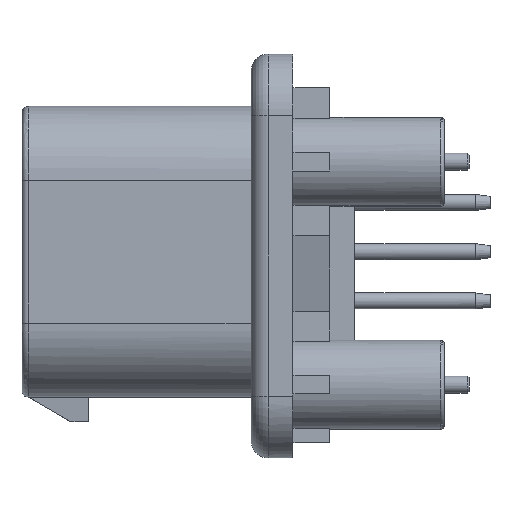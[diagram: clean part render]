
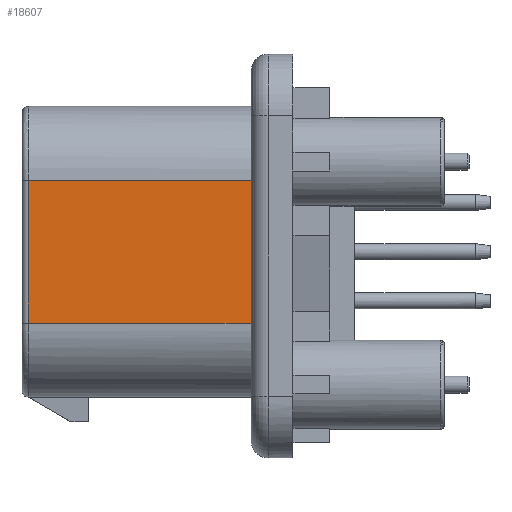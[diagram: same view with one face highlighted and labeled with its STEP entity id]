
A CAD part, left-side view. The second image highlights one B-rep face of the part: STEP entity #18607.
In plain terms, the highlighted planar face has unit normal (-1, 0, 0).
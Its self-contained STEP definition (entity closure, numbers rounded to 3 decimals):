
#17567=CARTESIAN_POINT('',(-9.603,21.285,-21.631));
#17568=VERTEX_POINT('',#17567);
#17632=CARTESIAN_POINT('',(-9.603,21.285,-10.148));
#17633=VERTEX_POINT('',#17632);
#17654=CARTESIAN_POINT('',(-9.603,21.285,-21.632));
#17655=CARTESIAN_POINT('',(-9.603,21.285,-19.335));
#17656=CARTESIAN_POINT('',(-9.603,21.285,-17.038));
#17657=CARTESIAN_POINT('',(-9.603,21.285,-14.741));
#17658=CARTESIAN_POINT('',(-9.603,21.285,-12.444));
#17659=CARTESIAN_POINT('',(-9.603,21.285,-10.148));
#17660=B_SPLINE_CURVE_WITH_KNOTS('',5,(#17654,#17655,#17656,#17657,#17658,#17659),.UNSPECIFIED.,.F.,.U.,(6,6),(0.,11.6),.UNSPECIFIED.);
#17661=EDGE_CURVE('',#17568,#17633,#17660,.T.);
#18492=CARTESIAN_POINT('',(-9.603,2.475,-21.631));
#18493=VERTEX_POINT('',#18492);
#18503=CARTESIAN_POINT('',(-9.603,2.475,-21.631));
#18504=CARTESIAN_POINT('',(-9.603,6.237,-21.631));
#18505=CARTESIAN_POINT('',(-9.603,9.999,-21.631));
#18506=CARTESIAN_POINT('',(-9.603,13.761,-21.631));
#18507=CARTESIAN_POINT('',(-9.603,17.523,-21.631));
#18508=CARTESIAN_POINT('',(-9.603,21.285,-21.631));
#18509=B_SPLINE_CURVE_WITH_KNOTS('',5,(#18503,#18504,#18505,#18506,#18507,#18508),.UNSPECIFIED.,.F.,.U.,(6,6),(0.,19.),.UNSPECIFIED.);
#18510=EDGE_CURVE('',#18493,#17568,#18509,.T.);
#18556=CARTESIAN_POINT('',(-9.603,11.88,-15.889));
#18557=DIRECTION('',(0.,0.,-1.));
#18558=DIRECTION('',(-1.,-0.,-0.));
#18559=AXIS2_PLACEMENT_3D('',#18556,#18558,#18557);
#18560=PLANE('',#18559);
#18561=CARTESIAN_POINT('',(-9.603,2.673,-12.87));
#18562=VERTEX_POINT('',#18561);
#18563=CARTESIAN_POINT('',(-9.603,2.673,-10.148));
#18564=VERTEX_POINT('',#18563);
#18565=CARTESIAN_POINT('',(-9.603,2.673,-12.87));
#18566=CARTESIAN_POINT('',(-9.603,2.673,-12.326));
#18567=CARTESIAN_POINT('',(-9.603,2.673,-11.781));
#18568=CARTESIAN_POINT('',(-9.603,2.673,-11.237));
#18569=CARTESIAN_POINT('',(-9.603,2.673,-10.692));
#18570=CARTESIAN_POINT('',(-9.603,2.673,-10.148));
#18571=B_SPLINE_CURVE_WITH_KNOTS('',5,(#18565,#18566,#18567,#18568,#18569,#18570),.UNSPECIFIED.,.F.,.U.,(6,6),(0.,2.75),.UNSPECIFIED.);
#18572=EDGE_CURVE('',#18562,#18564,#18571,.T.);
#18573=ORIENTED_EDGE('',*,*,#18572,.T.);
#18574=CARTESIAN_POINT('',(-9.603,2.673,-10.148));
#18575=CARTESIAN_POINT('',(-9.603,6.395,-10.148));
#18576=CARTESIAN_POINT('',(-9.603,10.118,-10.148));
#18577=CARTESIAN_POINT('',(-9.603,13.84,-10.148));
#18578=CARTESIAN_POINT('',(-9.603,17.563,-10.148));
#18579=CARTESIAN_POINT('',(-9.603,21.285,-10.148));
#18580=B_SPLINE_CURVE_WITH_KNOTS('',5,(#18574,#18575,#18576,#18577,#18578,#18579),.UNSPECIFIED.,.F.,.U.,(6,6),(0.,18.8),.UNSPECIFIED.);
#18581=EDGE_CURVE('',#18564,#17633,#18580,.T.);
#18582=ORIENTED_EDGE('',*,*,#18581,.T.);
#18583=ORIENTED_EDGE('',*,*,#17661,.F.);
#18584=ORIENTED_EDGE('',*,*,#18510,.F.);
#18585=CARTESIAN_POINT('',(-9.603,2.475,-12.87));
#18586=VERTEX_POINT('',#18585);
#18587=CARTESIAN_POINT('',(-9.603,2.475,-21.631));
#18588=CARTESIAN_POINT('',(-9.603,2.475,-19.879));
#18589=CARTESIAN_POINT('',(-9.603,2.475,-18.127));
#18590=CARTESIAN_POINT('',(-9.603,2.475,-16.375));
#18591=CARTESIAN_POINT('',(-9.603,2.475,-14.622));
#18592=CARTESIAN_POINT('',(-9.603,2.475,-12.87));
#18593=B_SPLINE_CURVE_WITH_KNOTS('',5,(#18587,#18588,#18589,#18590,#18591,#18592),.UNSPECIFIED.,.F.,.U.,(6,6),(0.,8.85),.UNSPECIFIED.);
#18594=EDGE_CURVE('',#18493,#18586,#18593,.T.);
#18595=ORIENTED_EDGE('',*,*,#18594,.T.);
#18596=CARTESIAN_POINT('',(-9.603,2.475,-12.87));
#18597=CARTESIAN_POINT('',(-9.603,2.515,-12.87));
#18598=CARTESIAN_POINT('',(-9.603,2.554,-12.87));
#18599=CARTESIAN_POINT('',(-9.603,2.594,-12.87));
#18600=CARTESIAN_POINT('',(-9.603,2.633,-12.87));
#18601=CARTESIAN_POINT('',(-9.603,2.673,-12.87));
#18602=B_SPLINE_CURVE_WITH_KNOTS('',5,(#18596,#18597,#18598,#18599,#18600,#18601),.UNSPECIFIED.,.F.,.U.,(6,6),(0.,0.2),.UNSPECIFIED.);
#18603=EDGE_CURVE('',#18586,#18562,#18602,.T.);
#18604=ORIENTED_EDGE('',*,*,#18603,.T.);
#18605=EDGE_LOOP('',(#18573,#18582,#18583,#18584,#18595,#18604));
#18606=FACE_OUTER_BOUND('',#18605,.T.);
#18607=ADVANCED_FACE('',(#18606),#18560,.T.);
